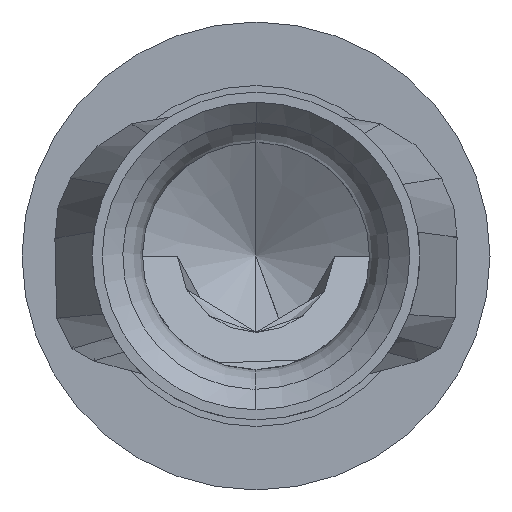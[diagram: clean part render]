
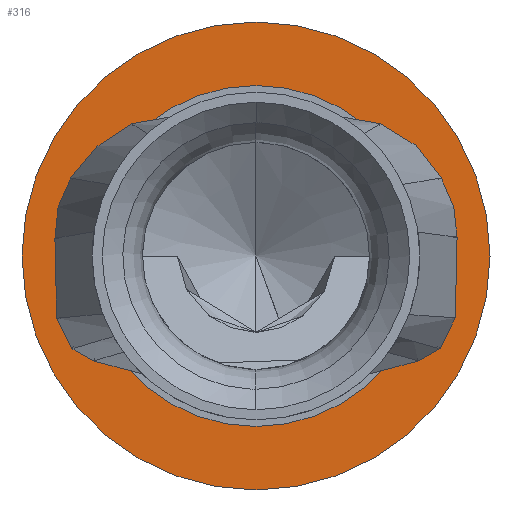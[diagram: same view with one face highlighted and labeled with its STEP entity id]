
A CAD part, left-side view. The second image highlights one B-rep face of the part: STEP entity #316.
In plain terms, the highlighted planar face has unit normal (-1, 0, 0).
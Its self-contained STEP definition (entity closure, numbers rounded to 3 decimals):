
#42=FACE_BOUND('',#566,.T.);
#43=FACE_BOUND('',#567,.T.);
#72=CIRCLE('',#1745,1.75);
#81=CIRCLE('',#1760,1.75);
#82=CIRCLE('',#1762,1.275);
#83=CIRCLE('',#1763,1.275);
#133=PLANE('',#1764);
#316=ADVANCED_FACE('',(#42,#43),#133,.F.);
#566=EDGE_LOOP('',(#849,#850));
#567=EDGE_LOOP('',(#851,#852));
#849=ORIENTED_EDGE('',*,*,#1426,.F.);
#850=ORIENTED_EDGE('',*,*,#1427,.F.);
#851=ORIENTED_EDGE('',*,*,#1412,.F.);
#852=ORIENTED_EDGE('',*,*,#1425,.F.);
#1207=VERTEX_POINT('',#2831);
#1208=VERTEX_POINT('',#2833);
#1216=VERTEX_POINT('',#2862);
#1217=VERTEX_POINT('',#2863);
#1412=EDGE_CURVE('',#1207,#1208,#72,.T.);
#1425=EDGE_CURVE('',#1208,#1207,#81,.T.);
#1426=EDGE_CURVE('',#1216,#1217,#82,.T.);
#1427=EDGE_CURVE('',#1217,#1216,#83,.T.);
#1745=AXIS2_PLACEMENT_3D('',#2832,#1979,#1980);
#1760=AXIS2_PLACEMENT_3D('',#2859,#2013,#2014);
#1762=AXIS2_PLACEMENT_3D('',#2861,#2017,#2018);
#1763=AXIS2_PLACEMENT_3D('',#2864,#2019,#2020);
#1764=AXIS2_PLACEMENT_3D('',#2865,#2021,#2022);
#1979=DIRECTION('',(1.,0.,0.));
#1980=DIRECTION('',(0.,0.,1.));
#2013=DIRECTION('',(1.,0.,0.));
#2014=DIRECTION('',(0.,0.,-1.));
#2017=DIRECTION('',(-1.,0.,0.));
#2018=DIRECTION('',(0.,0.,1.));
#2019=DIRECTION('',(-1.,0.,0.));
#2020=DIRECTION('',(0.,0.,-1.));
#2021=DIRECTION('',(1.,0.,0.));
#2022=DIRECTION('',(0.,0.,-1.));
#2831=CARTESIAN_POINT('',(0.45,0.,1.75));
#2832=CARTESIAN_POINT('',(0.45,0.,0.));
#2833=CARTESIAN_POINT('',(0.45,0.,-1.75));
#2859=CARTESIAN_POINT('',(0.45,0.,0.));
#2861=CARTESIAN_POINT('',(0.45,0.,0.));
#2862=CARTESIAN_POINT('',(0.45,0.,1.275));
#2863=CARTESIAN_POINT('',(0.45,0.,-1.275));
#2864=CARTESIAN_POINT('',(0.45,0.,0.));
#2865=CARTESIAN_POINT('',(0.45,0.,0.));
